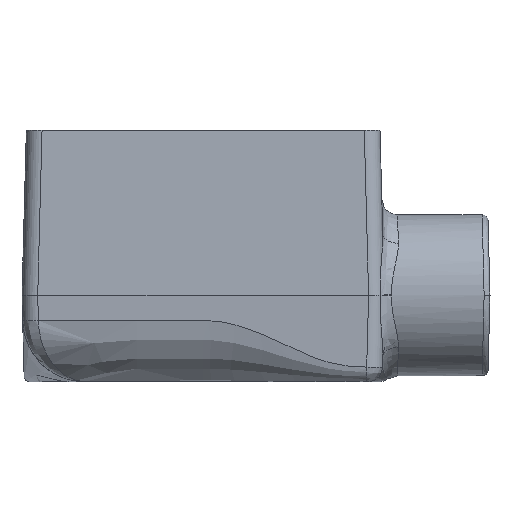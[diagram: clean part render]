
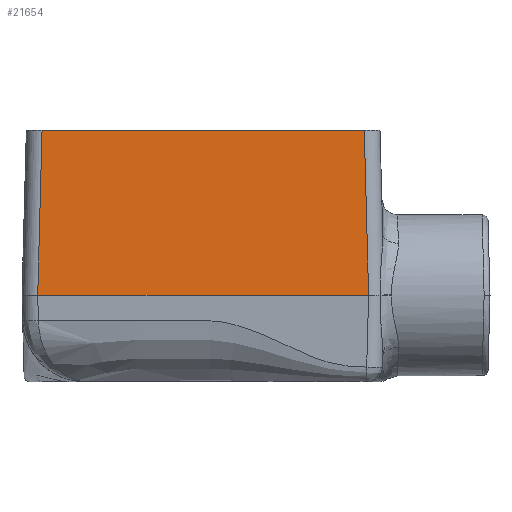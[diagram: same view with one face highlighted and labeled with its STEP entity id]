
A CAD part, left-side view. The second image highlights one B-rep face of the part: STEP entity #21654.
In plain terms, the highlighted planar face has unit normal (-1, 0, 0.026).
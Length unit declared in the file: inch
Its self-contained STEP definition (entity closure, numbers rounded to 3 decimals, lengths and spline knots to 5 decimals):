
#737=PLANE('',#22917);
#4134=FACE_OUTER_BOUND('',#5376,.T.);
#5376=EDGE_LOOP('',(#20354,#20355,#20356,#20357));
#5421=LINE('',#30644,#7278);
#5450=LINE('',#31263,#7307);
#5477=LINE('',#31603,#7334);
#5482=LINE('',#31620,#7339);
#7278=VECTOR('',#23228,0.3937);
#7307=VECTOR('',#23453,0.3937);
#7334=VECTOR('',#23552,0.3937);
#7339=VECTOR('',#23569,0.3937);
#9604=VERTEX_POINT('',#30636);
#9606=VERTEX_POINT('',#30642);
#9654=VERTEX_POINT('',#31259);
#9694=VERTEX_POINT('',#31601);
#11616=EDGE_CURVE('',#9606,#9604,#5421,.T.);
#11714=EDGE_CURVE('',#9604,#9654,#5450,.T.);
#11769=EDGE_CURVE('',#9606,#9694,#5477,.T.);
#11778=EDGE_CURVE('',#9654,#9694,#5482,.T.);
#20354=ORIENTED_EDGE('',*,*,#11714,.F.);
#20355=ORIENTED_EDGE('',*,*,#11616,.F.);
#20356=ORIENTED_EDGE('',*,*,#11769,.T.);
#20357=ORIENTED_EDGE('',*,*,#11778,.F.);
#21654=ADVANCED_FACE('',(#4134),#737,.T.);
#22917=AXIS2_PLACEMENT_3D('',#41439,#27261,#27262);
#23228=DIRECTION('',(-0.026,-0.026,-0.999));
#23453=DIRECTION('',(0.,1.,0.));
#23552=DIRECTION('',(0.,1.,0.));
#23569=DIRECTION('',(0.026,-0.026,0.999));
#27261=DIRECTION('center_axis',(-1.,0.,0.026));
#27262=DIRECTION('ref_axis',(0.,1.,0.));
#30636=CARTESIAN_POINT('',(-2.3156,-1.31564,0.00082));
#30642=CARTESIAN_POINT('',(-2.28125,-1.28129,1.3125));
#30644=CARTESIAN_POINT('',(-2.28037,-1.28042,1.34601));
#31259=CARTESIAN_POINT('',(-2.3156,1.31564,0.00082));
#31263=CARTESIAN_POINT('',(-2.3156,1.42343,0.00082));
#31601=CARTESIAN_POINT('',(-2.28125,1.28129,1.3125));
#31603=CARTESIAN_POINT('',(-2.28125,-1.40625,1.3125));
#31620=CARTESIAN_POINT('',(-2.27977,1.27982,1.36889));
#41439=CARTESIAN_POINT('Origin',(-2.28125,1.40625,1.3125));
